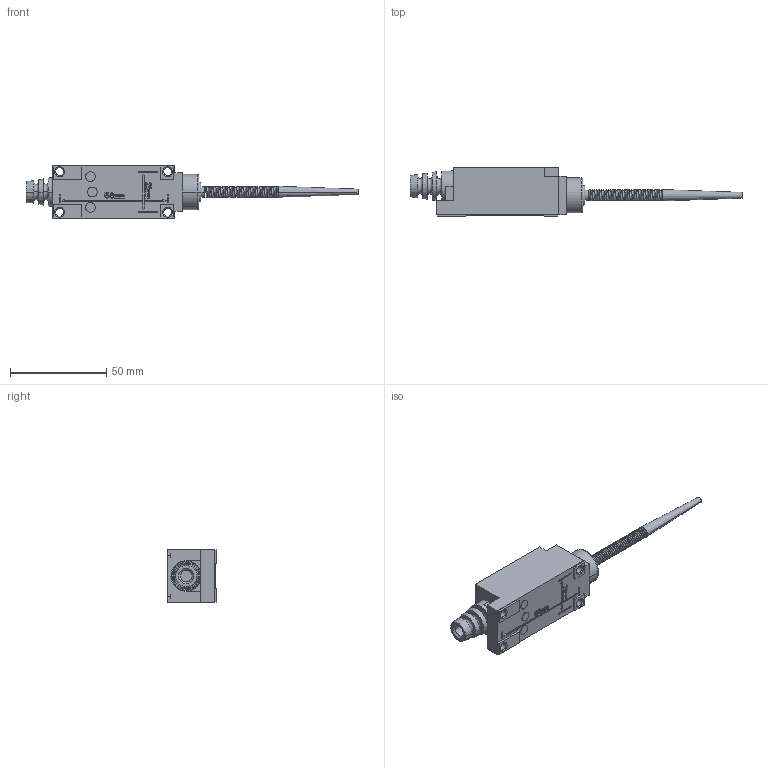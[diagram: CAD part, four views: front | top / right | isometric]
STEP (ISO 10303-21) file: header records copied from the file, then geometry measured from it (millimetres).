
FILE_DESCRIPTION((''),'2;1');
FILE_NAME('LA167-Z8-166','2023-10-10T',('Administrator'),('zyb.com'),'PRO/ENGINEER BY PARAMETRIC TECHNOLOGY CORPORATION, 2010280','PRO/ENGINEER BY PARAMETRIC TECHNOLOGY CORPORATION, 2010280','');
FILE_SCHEMA(('CONFIG_CONTROL_DESIGN'));
Length unit declared in the file: millimetre
Products named in the file (1): LA167-Z8-166
Bounding box: 172.2 x 25.8 x 28 mm (x, y, z)
Volume: 45792.8 mm3; surface area: 13496.1 mm2
Topology: 2 solids, 2 shells, 473 faces, 1271 edges, 838 vertices
Faces by surface type: plane 397, cylinder 31, cone 19, bspline 16, torus 10
Entity records: 20455 total; most frequent: CARTESIAN_POINT 8547, ORIENTED_EDGE 2542, DIRECTION 2267, EDGE_CURVE 1271, VECTOR 1115, LINE 1115, VERTEX_POINT 838, AXIS2_PLACEMENT_3D 576
